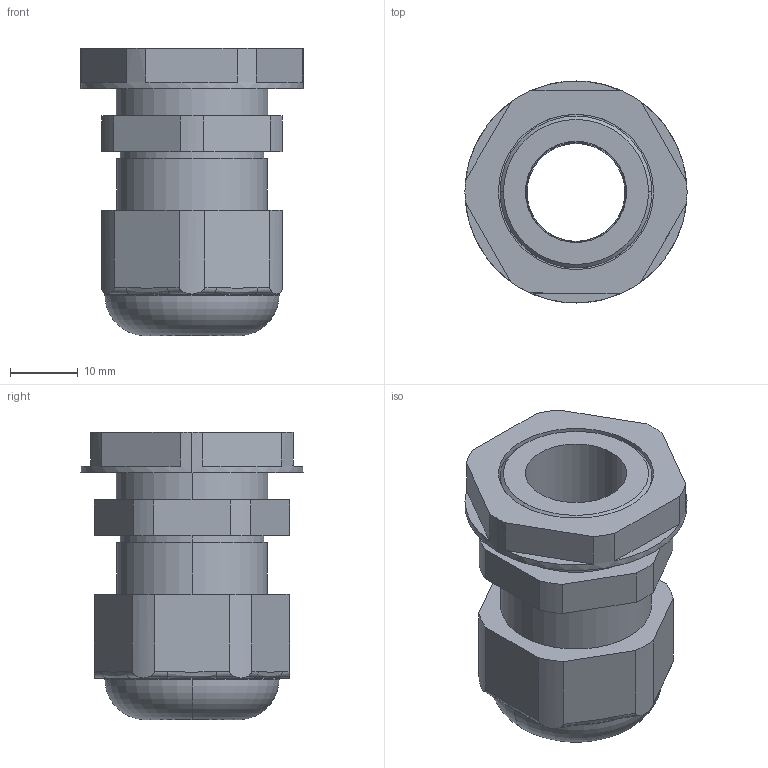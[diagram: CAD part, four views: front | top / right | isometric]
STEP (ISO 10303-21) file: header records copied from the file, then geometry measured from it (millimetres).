
FILE_DESCRIPTION (( 'STEP AP214' ), '1' );
FILE_NAME ('PE_PG16.STEP', '2017-07-12T15:48:54', ( 'UTILISATEUR' ), ( 'Hewlett-Packard Company' ), 'SwSTEP 2.0', 'SolidWorks 2016', '' );
FILE_SCHEMA (( 'AUTOMOTIVE_DESIGN' ));
Length unit declared in the file: millimetre
Products named in the file (1): PE_PG16
Bounding box: 32.9 x 32.9 x 42.55 mm (x, y, z)
Volume: 15641.9 mm3; surface area: 8413.8 mm2
Topology: 2 solids, 2 shells, 142 faces, 363 edges, 236 vertices
Faces by surface type: plane 66, cylinder 42, bspline 30, torus 2, cone 2
Entity records: 6579 total; most frequent: CARTESIAN_POINT 2656, ORIENTED_EDGE 726, DIRECTION 611, EDGE_CURVE 363, VERTEX_POINT 236, AXIS2_PLACEMENT_3D 207, VECTOR 197, LINE 197
